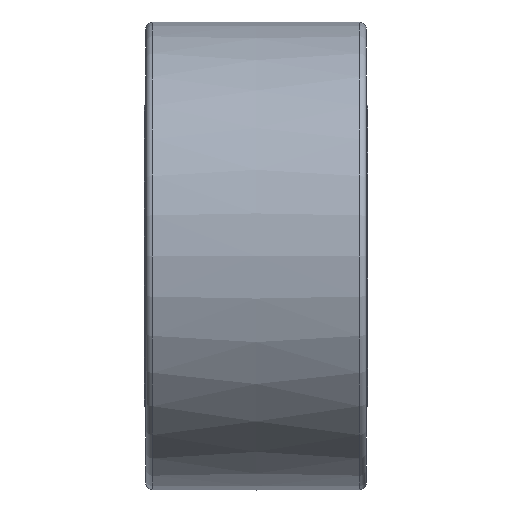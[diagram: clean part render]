
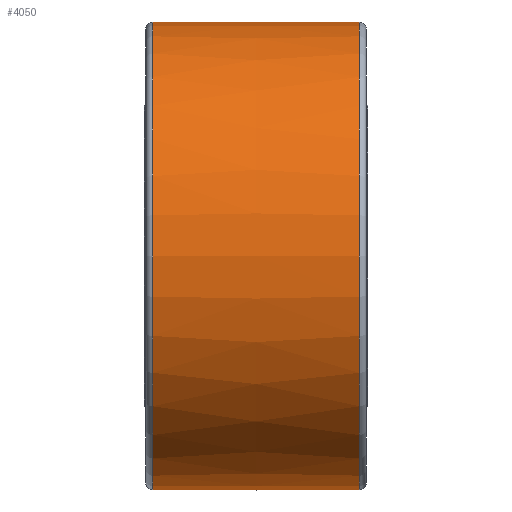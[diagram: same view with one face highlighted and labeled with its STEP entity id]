
A CAD part, front view. The second image highlights one B-rep face of the part: STEP entity #4050.
In plain terms, the highlighted free-form (B-spline) face has degree [2, 2] with [3, 9] control points.
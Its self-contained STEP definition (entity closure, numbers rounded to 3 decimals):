
#65=(
BOUNDED_SURFACE()
B_SPLINE_SURFACE(2,2,((#6847,#6848,#6849,#6850,#6851,#6852,#6853,#6854,
#6855),(#6856,#6857,#6858,#6859,#6860,#6861,#6862,#6863,#6864),(#6865,#6866,
#6867,#6868,#6869,#6870,#6871,#6872,#6873)),.UNSPECIFIED.,.F.,.T.,.F.)
B_SPLINE_SURFACE_WITH_KNOTS((3,3),(3,2,2,2,3),(-0.005,0.005),
(-3.142,-1.571,0.,1.571,3.142),
 .UNSPECIFIED.)
GEOMETRIC_REPRESENTATION_ITEM()
RATIONAL_B_SPLINE_SURFACE(((1.,0.707,1.,0.707,1.,
0.707,1.,0.707,1.),(1.,0.707,
1.,0.707,1.,0.707,
1.,0.707,1.),(1.,0.707,
1.,0.707,1.,0.707,1.,0.707,1.)))
REPRESENTATION_ITEM('')
SURFACE()
);
#341=FACE_OUTER_BOUND('',#612,.T.);
#612=EDGE_LOOP('',(#2603,#2604,#2605,#2606,#2607,#2608));
#1048=CIRCLE('',#4412,169.812);
#1050=CIRCLE('',#4414,169.812);
#1051=CIRCLE('',#4415,169.812);
#1052=CIRCLE('',#4416,169.812);
#1053=CIRCLE('',#4417,15000.);
#1555=VERTEX_POINT('',#6842);
#1556=VERTEX_POINT('',#6843);
#1557=VERTEX_POINT('',#6874);
#1558=VERTEX_POINT('',#6875);
#1984=EDGE_CURVE('',#1555,#1556,#1048,.T.);
#1986=EDGE_CURVE('',#1556,#1555,#1050,.T.);
#1987=EDGE_CURVE('',#1557,#1558,#1051,.T.);
#1988=EDGE_CURVE('',#1558,#1557,#1052,.T.);
#1989=EDGE_CURVE('',#1558,#1556,#1053,.T.);
#2603=ORIENTED_EDGE('',*,*,#1987,.F.);
#2604=ORIENTED_EDGE('',*,*,#1988,.F.);
#2605=ORIENTED_EDGE('',*,*,#1989,.T.);
#2606=ORIENTED_EDGE('',*,*,#1984,.F.);
#2607=ORIENTED_EDGE('',*,*,#1986,.F.);
#2608=ORIENTED_EDGE('',*,*,#1989,.F.);
#4050=ADVANCED_FACE('',(#341),#65,.F.);
#4412=AXIS2_PLACEMENT_3D('',#6844,#5240,#5241);
#4414=AXIS2_PLACEMENT_3D('',#6846,#5244,#5245);
#4415=AXIS2_PLACEMENT_3D('',#6876,#5246,#5247);
#4416=AXIS2_PLACEMENT_3D('',#6877,#5248,#5249);
#4417=AXIS2_PLACEMENT_3D('',#6878,#5250,#5251);
#5240=DIRECTION('center_axis',(-1.,0.,0.));
#5241=DIRECTION('ref_axis',(0.,-1.,0.));
#5244=DIRECTION('center_axis',(-1.,0.,0.));
#5245=DIRECTION('ref_axis',(0.,-1.,0.));
#5246=DIRECTION('center_axis',(1.,0.,0.));
#5247=DIRECTION('ref_axis',(0.,-1.,0.));
#5248=DIRECTION('center_axis',(1.,0.,0.));
#5249=DIRECTION('ref_axis',(0.,-1.,0.));
#5250=DIRECTION('center_axis',(0.,-1.,0.));
#5251=DIRECTION('ref_axis',(0.,0.,1.));
#6842=CARTESIAN_POINT('',(-75.025,169.812,0.));
#6843=CARTESIAN_POINT('',(-75.025,0.,169.812));
#6844=CARTESIAN_POINT('Origin',(-75.025,0.,0.));
#6846=CARTESIAN_POINT('Origin',(-75.025,0.,0.));
#6847=CARTESIAN_POINT('Ctrl Pts',(-75.025,0.,
169.812));
#6848=CARTESIAN_POINT('Ctrl Pts',(-75.025,-169.812,169.812));
#6849=CARTESIAN_POINT('Ctrl Pts',(-75.025,-169.812,0.));
#6850=CARTESIAN_POINT('Ctrl Pts',(-75.025,-169.812,-169.812));
#6851=CARTESIAN_POINT('Ctrl Pts',(-75.025,0.,
-169.812));
#6852=CARTESIAN_POINT('Ctrl Pts',(-75.025,169.812,-169.812));
#6853=CARTESIAN_POINT('Ctrl Pts',(-75.025,169.812,0.));
#6854=CARTESIAN_POINT('Ctrl Pts',(-75.025,169.812,169.812));
#6855=CARTESIAN_POINT('Ctrl Pts',(-75.025,0.,
169.812));
#6856=CARTESIAN_POINT('Ctrl Pts',(0.,0.,
170.188));
#6857=CARTESIAN_POINT('Ctrl Pts',(0.,-170.188,
170.188));
#6858=CARTESIAN_POINT('Ctrl Pts',(0.,-170.188,
0.));
#6859=CARTESIAN_POINT('Ctrl Pts',(0.,-170.188,
-170.188));
#6860=CARTESIAN_POINT('Ctrl Pts',(0.,0.,
-170.188));
#6861=CARTESIAN_POINT('Ctrl Pts',(0.,170.188,
-170.188));
#6862=CARTESIAN_POINT('Ctrl Pts',(0.,170.188,
0.));
#6863=CARTESIAN_POINT('Ctrl Pts',(0.,170.188,
170.188));
#6864=CARTESIAN_POINT('Ctrl Pts',(0.,0.,
170.188));
#6865=CARTESIAN_POINT('Ctrl Pts',(75.025,0.,
169.812));
#6866=CARTESIAN_POINT('Ctrl Pts',(75.025,-169.812,169.812));
#6867=CARTESIAN_POINT('Ctrl Pts',(75.025,-169.812,0.));
#6868=CARTESIAN_POINT('Ctrl Pts',(75.025,-169.812,-169.812));
#6869=CARTESIAN_POINT('Ctrl Pts',(75.025,0.,
-169.812));
#6870=CARTESIAN_POINT('Ctrl Pts',(75.025,169.812,-169.812));
#6871=CARTESIAN_POINT('Ctrl Pts',(75.025,169.812,0.));
#6872=CARTESIAN_POINT('Ctrl Pts',(75.025,169.812,169.812));
#6873=CARTESIAN_POINT('Ctrl Pts',(75.025,0.,
169.812));
#6874=CARTESIAN_POINT('',(75.025,169.812,0.));
#6875=CARTESIAN_POINT('',(75.025,0.,169.812));
#6876=CARTESIAN_POINT('Origin',(75.025,0.,
0.));
#6877=CARTESIAN_POINT('Origin',(75.025,0.,
0.));
#6878=CARTESIAN_POINT('Origin',(0.,0.,
-14830.));
